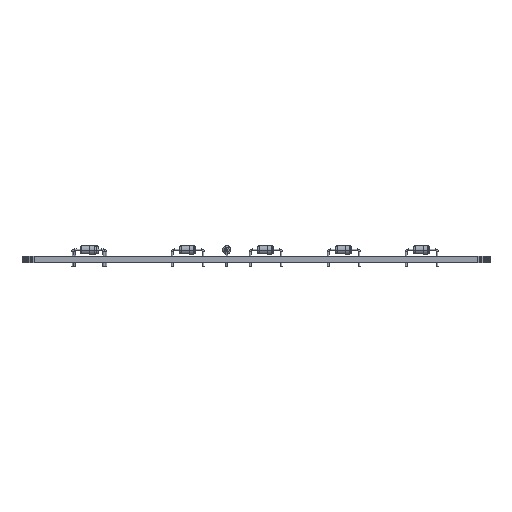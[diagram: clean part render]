
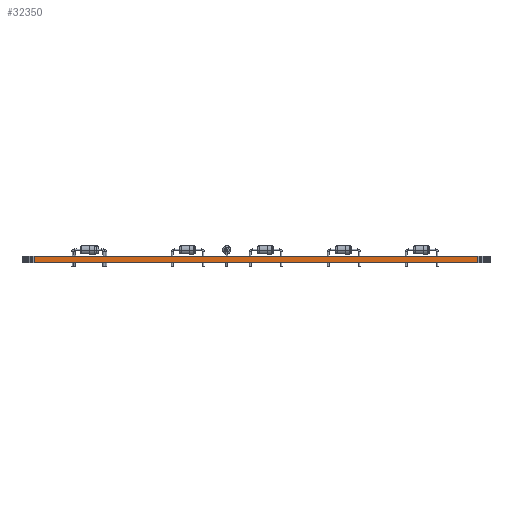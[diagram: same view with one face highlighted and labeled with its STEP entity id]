
A CAD part, left-side view. The second image highlights one B-rep face of the part: STEP entity #32350.
In plain terms, the highlighted planar face has unit normal (-1, 0, 0).
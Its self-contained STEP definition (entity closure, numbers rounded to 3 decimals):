
#1313 = PLANE('',#1314);
#1314 = AXIS2_PLACEMENT_3D('',#1315,#1316,#1317);
#1315 = CARTESIAN_POINT('',(126.206,57.15,1.6));
#1316 = DIRECTION('',(-0.,-0.,-1.));
#1317 = DIRECTION('',(-1.,0.,0.));
#1367 = PLANE('',#1368);
#1368 = AXIS2_PLACEMENT_3D('',#1369,#1370,#1371);
#1369 = CARTESIAN_POINT('',(126.206,57.15,0.));
#1370 = DIRECTION('',(-0.,-0.,-1.));
#1371 = DIRECTION('',(-1.,0.,0.));
#2652 = VERTEX_POINT('',#2653);
#2653 = CARTESIAN_POINT('',(0.,3.,0.));
#2667 = PLANE('',#2668);
#2668 = AXIS2_PLACEMENT_3D('',#2669,#2670,#2671);
#2669 = CARTESIAN_POINT('',(0.019,2.664,0.));
#2670 = DIRECTION('',(-0.998,-0.056,0.));
#2671 = DIRECTION('',(-0.056,0.998,0.));
#2679 = EDGE_CURVE('',#2652,#2680,#2682,.T.);
#2680 = VERTEX_POINT('',#2681);
#2681 = CARTESIAN_POINT('',(0.,111.3,0.));
#2682 = SURFACE_CURVE('',#2683,(#2687,#2694),.PCURVE_S1.);
#2683 = LINE('',#2684,#2685);
#2684 = CARTESIAN_POINT('',(0.,3.,0.));
#2685 = VECTOR('',#2686,1.);
#2686 = DIRECTION('',(0.,1.,0.));
#2687 = PCURVE('',#1367,#2688);
#2688 = DEFINITIONAL_REPRESENTATION('',(#2689),#2693);
#2689 = LINE('',#2690,#2691);
#2690 = CARTESIAN_POINT('',(126.206,-54.15));
#2691 = VECTOR('',#2692,1.);
#2692 = DIRECTION('',(0.,1.));
#2693 = ( GEOMETRIC_REPRESENTATION_CONTEXT(2) 
PARAMETRIC_REPRESENTATION_CONTEXT() REPRESENTATION_CONTEXT('2D SPACE',''
  ) );
#2694 = PCURVE('',#2695,#2700);
#2695 = PLANE('',#2696);
#2696 = AXIS2_PLACEMENT_3D('',#2697,#2698,#2699);
#2697 = CARTESIAN_POINT('',(0.,3.,0.));
#2698 = DIRECTION('',(-1.,0.,0.));
#2699 = DIRECTION('',(0.,1.,0.));
#2700 = DEFINITIONAL_REPRESENTATION('',(#2701),#2705);
#2701 = LINE('',#2702,#2703);
#2702 = CARTESIAN_POINT('',(0.,0.));
#2703 = VECTOR('',#2704,1.);
#2704 = DIRECTION('',(1.,0.));
#2705 = ( GEOMETRIC_REPRESENTATION_CONTEXT(2) 
PARAMETRIC_REPRESENTATION_CONTEXT() REPRESENTATION_CONTEXT('2D SPACE',''
  ) );
#2723 = PLANE('',#2724);
#2724 = AXIS2_PLACEMENT_3D('',#2725,#2726,#2727);
#2725 = CARTESIAN_POINT('',(0.,111.3,0.));
#2726 = DIRECTION('',(-0.998,0.056,0.));
#2727 = DIRECTION('',(0.056,0.998,0.));
#18642 = VERTEX_POINT('',#18643);
#18643 = CARTESIAN_POINT('',(0.,3.,1.6));
#18664 = EDGE_CURVE('',#18642,#18665,#18667,.T.);
#18665 = VERTEX_POINT('',#18666);
#18666 = CARTESIAN_POINT('',(0.,111.3,1.6));
#18667 = SURFACE_CURVE('',#18668,(#18672,#18679),.PCURVE_S1.);
#18668 = LINE('',#18669,#18670);
#18669 = CARTESIAN_POINT('',(0.,3.,1.6));
#18670 = VECTOR('',#18671,1.);
#18671 = DIRECTION('',(0.,1.,0.));
#18672 = PCURVE('',#1313,#18673);
#18673 = DEFINITIONAL_REPRESENTATION('',(#18674),#18678);
#18674 = LINE('',#18675,#18676);
#18675 = CARTESIAN_POINT('',(126.206,-54.15));
#18676 = VECTOR('',#18677,1.);
#18677 = DIRECTION('',(0.,1.));
#18678 = ( GEOMETRIC_REPRESENTATION_CONTEXT(2) 
PARAMETRIC_REPRESENTATION_CONTEXT() REPRESENTATION_CONTEXT('2D SPACE',''
  ) );
#18679 = PCURVE('',#2695,#18680);
#18680 = DEFINITIONAL_REPRESENTATION('',(#18681),#18685);
#18681 = LINE('',#18682,#18683);
#18682 = CARTESIAN_POINT('',(0.,-1.6));
#18683 = VECTOR('',#18684,1.);
#18684 = DIRECTION('',(1.,0.));
#18685 = ( GEOMETRIC_REPRESENTATION_CONTEXT(2) 
PARAMETRIC_REPRESENTATION_CONTEXT() REPRESENTATION_CONTEXT('2D SPACE',''
  ) );
#32300 = EDGE_CURVE('',#2680,#18665,#32301,.T.);
#32301 = SURFACE_CURVE('',#32302,(#32306,#32313),.PCURVE_S1.);
#32302 = LINE('',#32303,#32304);
#32303 = CARTESIAN_POINT('',(0.,111.3,0.));
#32304 = VECTOR('',#32305,1.);
#32305 = DIRECTION('',(0.,0.,1.));
#32306 = PCURVE('',#2723,#32307);
#32307 = DEFINITIONAL_REPRESENTATION('',(#32308),#32312);
#32308 = LINE('',#32309,#32310);
#32309 = CARTESIAN_POINT('',(0.,0.));
#32310 = VECTOR('',#32311,1.);
#32311 = DIRECTION('',(0.,-1.));
#32312 = ( GEOMETRIC_REPRESENTATION_CONTEXT(2) 
PARAMETRIC_REPRESENTATION_CONTEXT() REPRESENTATION_CONTEXT('2D SPACE',''
  ) );
#32313 = PCURVE('',#2695,#32314);
#32314 = DEFINITIONAL_REPRESENTATION('',(#32315),#32319);
#32315 = LINE('',#32316,#32317);
#32316 = CARTESIAN_POINT('',(108.3,0.));
#32317 = VECTOR('',#32318,1.);
#32318 = DIRECTION('',(0.,-1.));
#32319 = ( GEOMETRIC_REPRESENTATION_CONTEXT(2) 
PARAMETRIC_REPRESENTATION_CONTEXT() REPRESENTATION_CONTEXT('2D SPACE',''
  ) );
#32350 = ADVANCED_FACE('',(#32351),#2695,.T.);
#32351 = FACE_BOUND('',#32352,.T.);
#32352 = EDGE_LOOP('',(#32353,#32374,#32375,#32376));
#32353 = ORIENTED_EDGE('',*,*,#32354,.T.);
#32354 = EDGE_CURVE('',#2652,#18642,#32355,.T.);
#32355 = SURFACE_CURVE('',#32356,(#32360,#32367),.PCURVE_S1.);
#32356 = LINE('',#32357,#32358);
#32357 = CARTESIAN_POINT('',(0.,3.,0.));
#32358 = VECTOR('',#32359,1.);
#32359 = DIRECTION('',(0.,0.,1.));
#32360 = PCURVE('',#2695,#32361);
#32361 = DEFINITIONAL_REPRESENTATION('',(#32362),#32366);
#32362 = LINE('',#32363,#32364);
#32363 = CARTESIAN_POINT('',(0.,0.));
#32364 = VECTOR('',#32365,1.);
#32365 = DIRECTION('',(0.,-1.));
#32366 = ( GEOMETRIC_REPRESENTATION_CONTEXT(2) 
PARAMETRIC_REPRESENTATION_CONTEXT() REPRESENTATION_CONTEXT('2D SPACE',''
  ) );
#32367 = PCURVE('',#2667,#32368);
#32368 = DEFINITIONAL_REPRESENTATION('',(#32369),#32373);
#32369 = LINE('',#32370,#32371);
#32370 = CARTESIAN_POINT('',(0.336,0.));
#32371 = VECTOR('',#32372,1.);
#32372 = DIRECTION('',(0.,-1.));
#32373 = ( GEOMETRIC_REPRESENTATION_CONTEXT(2) 
PARAMETRIC_REPRESENTATION_CONTEXT() REPRESENTATION_CONTEXT('2D SPACE',''
  ) );
#32374 = ORIENTED_EDGE('',*,*,#18664,.T.);
#32375 = ORIENTED_EDGE('',*,*,#32300,.F.);
#32376 = ORIENTED_EDGE('',*,*,#2679,.F.);
